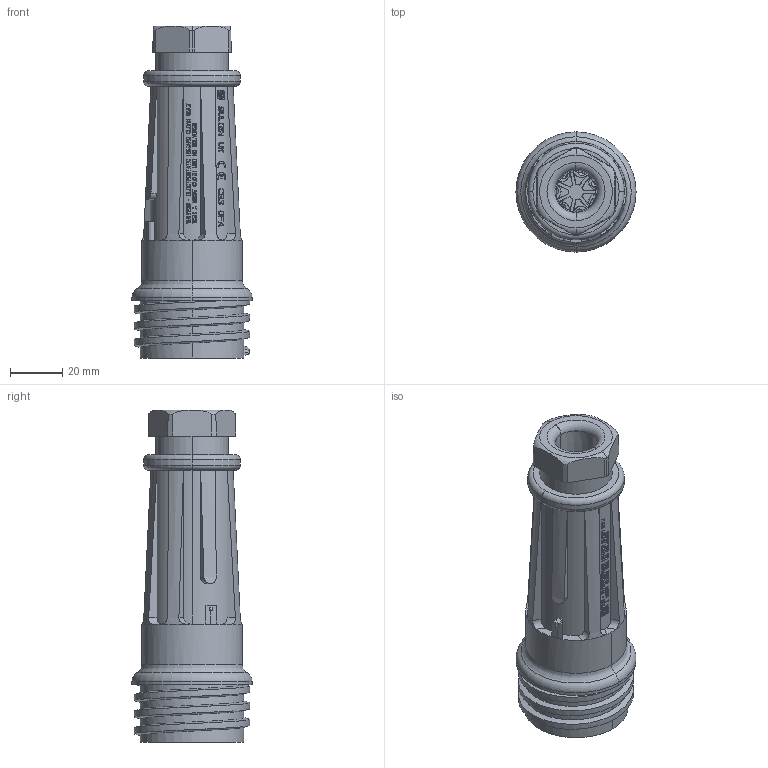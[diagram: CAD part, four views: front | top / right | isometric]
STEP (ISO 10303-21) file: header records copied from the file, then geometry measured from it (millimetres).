
FILE_DESCRIPTION(('STEP AP242'),'1');
FILE_NAME('px0921-07-p.stp','2023-05-18T07:14:48',('TraceParts'),('TraceParts S.A.'),'Spatial InterOp 3D',' ',' ');
FILE_SCHEMA(('AP242_MANAGED_MODEL_BASED_3D_ENGINEERING_MIM_LF {1 0 10303 442 1 1 4}'));
Length unit declared in the file: millimetre
Products named in the file (1): px0921-07-p
Bounding box: 46 x 46 x 127.08 mm (x, y, z)
Volume: 78476.8 mm3; surface area: 48372.1 mm2
Topology: 1 solids, 2 shells, 3588 faces, 9969 edges, 6600 vertices
Faces by surface type: plane 3118, cylinder 238, cone 175, torus 29, bspline 14, sphere 14
Entity records: 119258 total; most frequent: CARTESIAN_POINT 30041, ORIENTED_EDGE 19882, DIRECTION 16277, EDGE_CURVE 9941, LINE 7097, VECTOR 7097, VERTEX_POINT 6600, AXIS2_PLACEMENT_3D 4590
